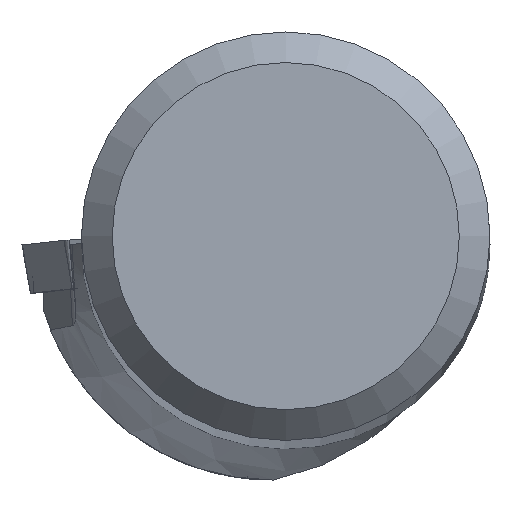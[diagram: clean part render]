
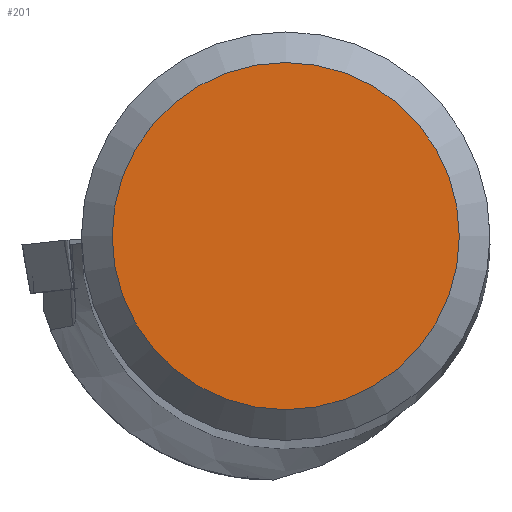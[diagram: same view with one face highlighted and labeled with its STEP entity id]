
A CAD part, top view. The second image highlights one B-rep face of the part: STEP entity #201.
In plain terms, the highlighted planar face has unit normal (0, 0, 1).
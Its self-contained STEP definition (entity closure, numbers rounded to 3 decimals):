
#154=FACE_OUTER_BOUND('',#404,.T.);
#201=ADVANCED_FACE('',(#154),#240,.T.);
#240=PLANE('',#1057);
#404=EDGE_LOOP('',(#562));
#562=ORIENTED_EDGE('',*,*,#839,.T.);
#742=VERTEX_POINT('',#1742);
#839=EDGE_CURVE('',#742,#742,#900,.T.);
#900=CIRCLE('',#1056,8.491);
#1056=AXIS2_PLACEMENT_3D('',#1741,#1265,#1266);
#1057=AXIS2_PLACEMENT_3D('',#1743,#1267,#1268);
#1265=DIRECTION('',(0.,0.,1.));
#1266=DIRECTION('',(1.,0.,0.));
#1267=DIRECTION('',(0.,0.,1.));
#1268=DIRECTION('',(1.,0.,0.));
#1741=CARTESIAN_POINT('',(0.,0.,0.));
#1742=CARTESIAN_POINT('',(8.491,0.,0.));
#1743=CARTESIAN_POINT('',(0.,0.,
0.));
